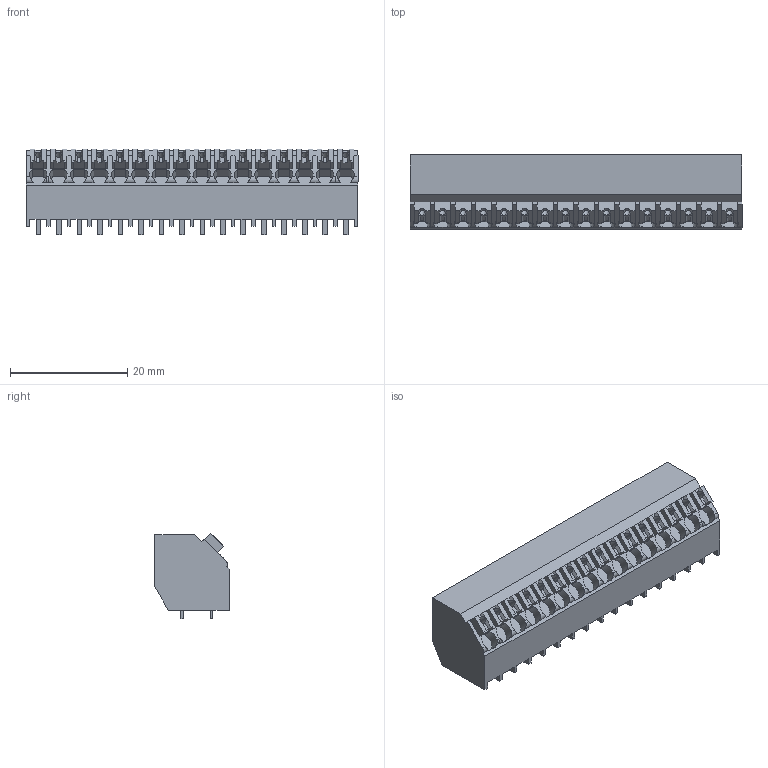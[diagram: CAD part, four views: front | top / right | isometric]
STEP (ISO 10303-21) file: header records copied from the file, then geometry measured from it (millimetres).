
FILE_DESCRIPTION(('CATIA V5 STEP Exchange','CAx-IF Rec.Pracs.--- Model Styling and Organization---1.2---2011-12-15'),'2;1');
FILE_NAME ('D1458468_0', '2018-03-26T16:54:02+00:00', ('none'), ('Weidmueller'), 'CATIA Version 5-6 Release 2014', 'CATIA V5 STEP AP214', 'none');
FILE_SCHEMA(('AUTOMOTIVE_DESIGN { 1 0 10303 214 1 1 1 1 }'));
Length unit declared in the file: millimetre
Products named in the file (1): 1885320000
Bounding box: 56.7 x 12.7 x 14.66 mm (x, y, z)
Volume: 6338.3 mm3; surface area: 6148.9 mm2
Topology: 49 solids, 49 shells, 975 faces, 2861 edges, 1984 vertices
Faces by surface type: plane 891, cylinder 84
Entity records: 29769 total; most frequent: CARTESIAN_POINT 5903, ORIENTED_EDGE 5722, DIRECTION 3631, EDGE_CURVE 2861, VECTOR 2476, LINE 2476, VERTEX_POINT 1984, EDGE_LOOP 1007
